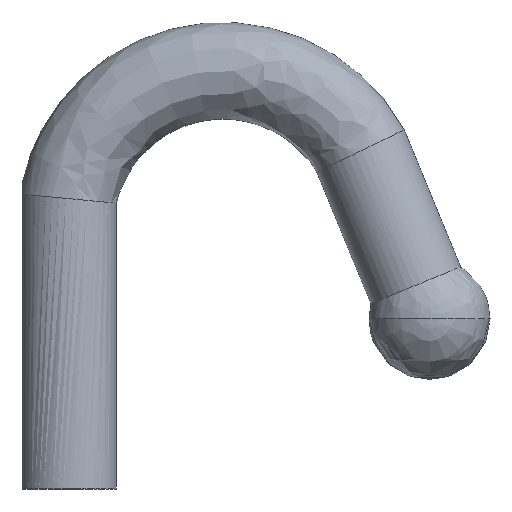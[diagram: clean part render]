
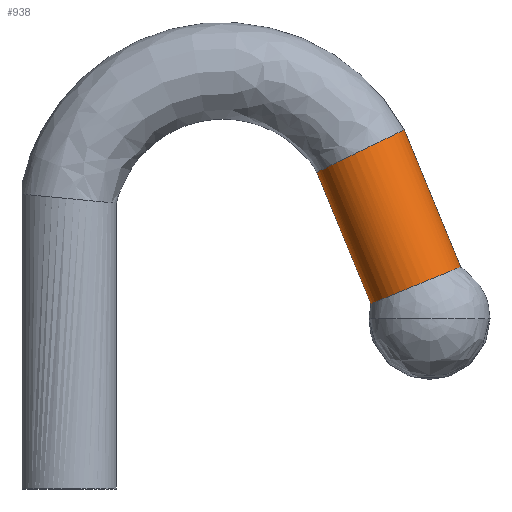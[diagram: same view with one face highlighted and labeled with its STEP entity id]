
A CAD part, top view. The second image highlights one B-rep face of the part: STEP entity #938.
In plain terms, the highlighted free-form (B-spline) face has degree [3, 1] with [4, 2] control points.
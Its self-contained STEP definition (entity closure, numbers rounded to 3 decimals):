
#2 = CARTESIAN_POINT ( 'NONE',  ( 20.705, 33.194, 10. ) ) ;
#40 = EDGE_CURVE ( 'NONE', #314, #535, #547, .T. ) ;
#48 = CARTESIAN_POINT ( 'NONE',  ( 20.705, 33.194, 10. ) ) ;
#103 = VERTEX_POINT ( 'NONE', #912 ) ;
#111 =( BOUNDED_CURVE ( )  B_SPLINE_CURVE ( 3, ( #396, #862, #386, #779 ),
 .UNSPECIFIED., .F., .T. ) 
 B_SPLINE_CURVE_WITH_KNOTS ( ( 4, 4 ),
 ( 0., 3.142 ),
 .UNSPECIFIED. ) 
 CURVE ( )  GEOMETRIC_REPRESENTATION_ITEM ( )  RATIONAL_B_SPLINE_CURVE ( ( 1., 0.333, 0.333, 1. ) ) 
 REPRESENTATION_ITEM ( '' )  );
#173 = CARTESIAN_POINT ( 'NONE',  ( 35.541, 23.408, 0. ) ) ;
#176 = ORIENTED_EDGE ( 'NONE', *, *, #298, .T. ) ;
#233 = VERTEX_POINT ( 'NONE', #349 ) ;
#265 = CARTESIAN_POINT ( 'NONE',  ( 26.292, 19.606, 0. ) ) ;
#267 = CARTESIAN_POINT ( 'NONE',  ( 20.705, 33.194, 0. ) ) ;
#298 = EDGE_CURVE ( 'NONE', #314, #233, #524, .T. ) ;
#314 = VERTEX_POINT ( 'NONE', #741 ) ;
#322 = CARTESIAN_POINT ( 'NONE',  ( 20.705, 33.194, 0. ) ) ;
#349 = CARTESIAN_POINT ( 'NONE',  ( 20.705, 33.194, 0. ) ) ;
#386 = CARTESIAN_POINT ( 'NONE',  ( 35.541, 23.408, 10. ) ) ;
#394 = ORIENTED_EDGE ( 'NONE', *, *, #797, .F. ) ;
#396 = CARTESIAN_POINT ( 'NONE',  ( 26.292, 19.606, 0. ) ) ;
#423 = CARTESIAN_POINT ( 'NONE',  ( 35.541, 23.408, 0. ) ) ;
#431 = ORIENTED_EDGE ( 'NONE', *, *, #40, .F. ) ;
#524 =( BOUNDED_CURVE ( )  B_SPLINE_CURVE ( 3, ( #769, #652, #2, #322 ),
 .UNSPECIFIED., .F., .T. ) 
 B_SPLINE_CURVE_WITH_KNOTS ( ( 4, 4 ),
 ( 0.5, 1. ),
 .UNSPECIFIED. ) 
 CURVE ( )  GEOMETRIC_REPRESENTATION_ITEM ( )  RATIONAL_B_SPLINE_CURVE ( ( 1., 0.333, 0.333, 1. ) ) 
 REPRESENTATION_ITEM ( '' )  );
#535 = VERTEX_POINT ( 'NONE', #173 ) ;
#547 = B_SPLINE_CURVE_WITH_KNOTS ( 'NONE', 1,
 ( #768, #685 ),
 .UNSPECIFIED., .F., .F.,
 ( 2, 2 ),
 ( 0., 1. ),
 .UNSPECIFIED. ) ;
#574 = CARTESIAN_POINT ( 'NONE',  ( 20.705, 33.194, 0. ) ) ;
#576 = CARTESIAN_POINT ( 'NONE',  ( 29.72, 37.567, 0. ) ) ;
#636 = EDGE_CURVE ( 'NONE', #103, #535, #111, .T. ) ;
#652 = CARTESIAN_POINT ( 'NONE',  ( 29.72, 37.567, 10. ) ) ;
#685 = CARTESIAN_POINT ( 'NONE',  ( 35.541, 23.408, 0. ) ) ;
#729 = B_SPLINE_CURVE_WITH_KNOTS ( 'NONE', 1,
 ( #265, #574 ),
 .UNSPECIFIED., .F., .F.,
 ( 2, 2 ),
 ( 0., 1. ),
 .UNSPECIFIED. ) ;
#735 = CARTESIAN_POINT ( 'NONE',  ( 26.292, 19.606, 10. ) ) ;
#741 = CARTESIAN_POINT ( 'NONE',  ( 29.72, 37.567, 0. ) ) ;
#749 = EDGE_LOOP ( 'NONE', ( #394, #965, #431, #176 ) ) ;
#768 = CARTESIAN_POINT ( 'NONE',  ( 29.72, 37.567, 0. ) ) ;
#769 = CARTESIAN_POINT ( 'NONE',  ( 29.72, 37.567, 0. ) ) ;
#779 = CARTESIAN_POINT ( 'NONE',  ( 35.541, 23.408, 0. ) ) ;
#796 = CARTESIAN_POINT ( 'NONE',  ( 35.541, 23.408, 10. ) ) ;
#797 = EDGE_CURVE ( 'NONE', #103, #233, #729, .T. ) ;
#817 = CARTESIAN_POINT ( 'NONE',  ( 29.72, 37.567, 10. ) ) ;
#833 =( BOUNDED_SURFACE ( )  B_SPLINE_SURFACE ( 3, 1, ( 
 ( #576, #423 ),
 ( #817, #796 ),
 ( #48, #735 ),
 ( #267, #959 ) ),
 .UNSPECIFIED., .F., .F., .F. ) 
 B_SPLINE_SURFACE_WITH_KNOTS ( ( 4, 4 ),
 ( 2, 2 ),
 ( 0.5, 1. ),
 ( 0., 1. ),
 .UNSPECIFIED. ) 
 GEOMETRIC_REPRESENTATION_ITEM ( )  RATIONAL_B_SPLINE_SURFACE ( (
 ( 1., 1.),
 ( 0.333, 0.333),
 ( 0.333, 0.333),
 ( 1., 1.) ) ) 
 REPRESENTATION_ITEM ( '' )  SURFACE ( )  );
#862 = CARTESIAN_POINT ( 'NONE',  ( 26.292, 19.606, 10. ) ) ;
#889 = FACE_OUTER_BOUND ( 'NONE', #749, .T. ) ;
#912 = CARTESIAN_POINT ( 'NONE',  ( 26.292, 19.606, 0. ) ) ;
#938 = ADVANCED_FACE ( 'NONE', ( #889 ), #833, .T. ) ;
#959 = CARTESIAN_POINT ( 'NONE',  ( 26.292, 19.606, 0. ) ) ;
#965 = ORIENTED_EDGE ( 'NONE', *, *, #636, .T. ) ;
